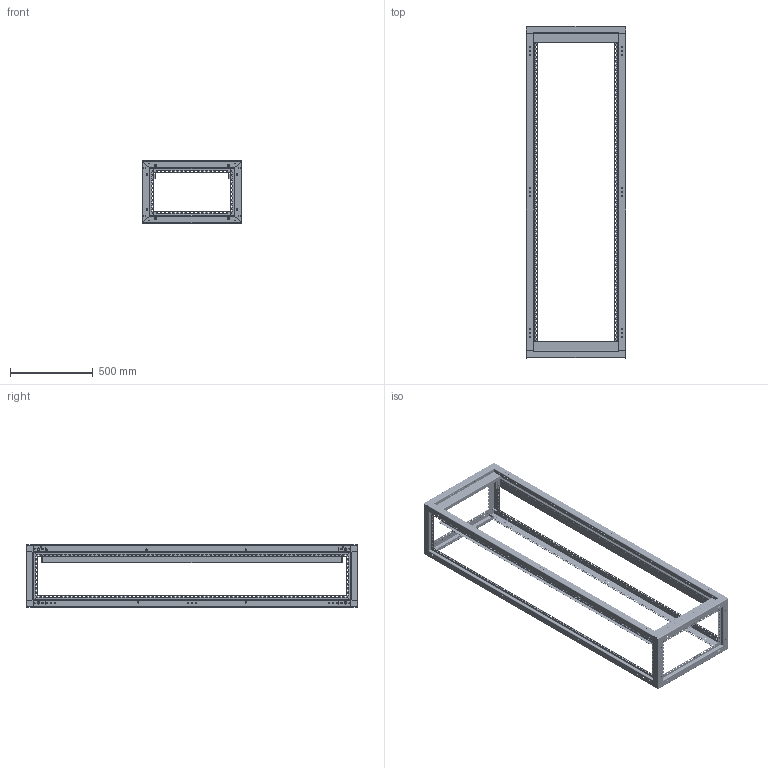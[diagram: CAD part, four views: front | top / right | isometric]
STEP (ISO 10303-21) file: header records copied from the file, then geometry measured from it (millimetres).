
FILE_DESCRIPTION(('STEP AP214'),'1');
FILE_NAME('cctmp_2F3ACF23-B045-4CA6-B0EF-2F083DC80791_2023_07_22_16_08_38_0418..stp','2023-07-22T14:08:43',('SIEMENS A&D'),('CADClick - www.CADClick.com'),'Spatial InterOp 3D postprocessed',' ','unknown authorization');
FILE_SCHEMA(('AUTOMOTIVE_DESIGN'));
Length unit declared in the file: millimetre
Products named in the file (27): cc_unnamed; 2023_07_22_16_08_38_0261; 2023_07_22_16_08_38_0257; 2023_07_22_16_08_38_0253; 2023_07_22_16_08_38_0249; 2023_07_22_16_08_38_0245; 2023_07_22_16_08_38_0241; 2023_07_22_16_08_38_0237; 2023_07_22_16_08_38_0233; 2023_07_22_16_08_38_0229; 2023_07_22_16_08_38_0225; 2023_07_22_16_08_38_0221; 2023_07_22_16_08_38_0217; 2023_07_22_16_08_38_0213; 2023_07_22_16_08_38_0209; 2023_07_22_16_08_38_0205; 2023_07_22_16_08_38_0201; 2023_07_22_16_08_38_0197; 2023_07_22_16_08_38_0193; 2023_07_22_16_08_38_0189; 2023_07_22_16_08_38_0185; 2023_07_22_16_08_38_0181; 2023_07_22_16_08_38_0177; 2023_07_22_16_08_38_0173; 2023_07_22_16_08_38_0169; 2023_07_22_16_08_38_0165; 2023_07_22_16_08_38_0161
Assembly tree (26 placements, depth 2):
  cc_unnamed
    2023_07_22_16_08_38_0261
    2023_07_22_16_08_38_0257
    2023_07_22_16_08_38_0253
    2023_07_22_16_08_38_0249
    2023_07_22_16_08_38_0245
    2023_07_22_16_08_38_0241
    2023_07_22_16_08_38_0237
    2023_07_22_16_08_38_0233
    2023_07_22_16_08_38_0229
    2023_07_22_16_08_38_0225
    2023_07_22_16_08_38_0221
    2023_07_22_16_08_38_0217
    2023_07_22_16_08_38_0213
    2023_07_22_16_08_38_0209
    2023_07_22_16_08_38_0205
    2023_07_22_16_08_38_0201
    2023_07_22_16_08_38_0197
    2023_07_22_16_08_38_0193
    2023_07_22_16_08_38_0189
    2023_07_22_16_08_38_0185
    2023_07_22_16_08_38_0181
    2023_07_22_16_08_38_0177
    2023_07_22_16_08_38_0173
    2023_07_22_16_08_38_0169
    2023_07_22_16_08_38_0165
    2023_07_22_16_08_38_0161
Bounding box: 600 x 2000 x 375 mm (x, y, z)
Volume: 4407262.9 mm3; surface area: 4924032.5 mm2
Topology: 26 solids, 26 shells, 5392 faces, 15880 edges, 10524 vertices
Faces by surface type: plane 3060, cylinder 2268, cone 64
Entity records: 203692 total; most frequent: CARTESIAN_POINT 32103, ORIENTED_EDGE 31760, DIRECTION 31382, EDGE_CURVE 15880, LINE 11168, VECTOR 11168, VERTEX_POINT 10524, AXIS2_PLACEMENT_3D 10107
